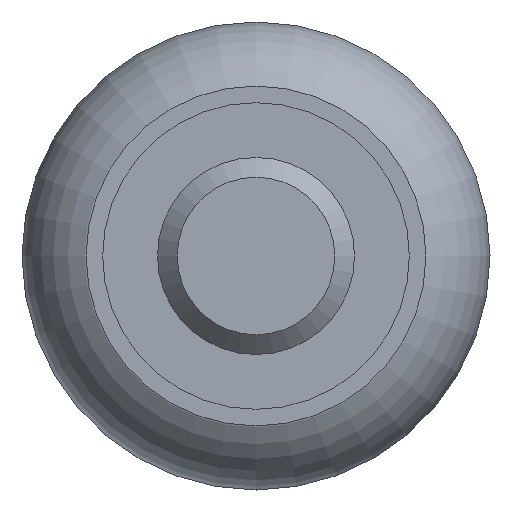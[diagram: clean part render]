
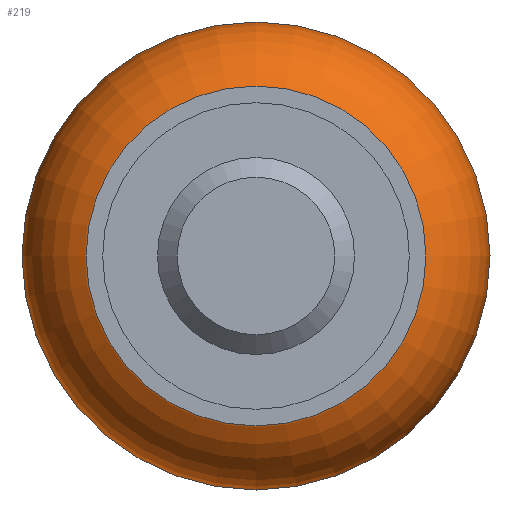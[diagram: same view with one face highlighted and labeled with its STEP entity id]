
A CAD part, left-side view. The second image highlights one B-rep face of the part: STEP entity #219.
In plain terms, the highlighted toroidal (fillet/blend) face has major radius 4.95 mm and minor radius 4.55 mm.
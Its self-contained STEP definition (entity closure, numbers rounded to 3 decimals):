
#23=TOROIDAL_SURFACE('',#256,4.95,4.55);
#56=FACE_BOUND('',#109,.T.);
#81=FACE_OUTER_BOUND('',#108,.T.);
#108=EDGE_LOOP('',(#188));
#109=EDGE_LOOP('',(#189));
#129=CIRCLE('',#255,6.226);
#130=CIRCLE('',#257,9.5);
#145=VERTEX_POINT('',#392);
#146=VERTEX_POINT('',#395);
#161=EDGE_CURVE('',#145,#145,#129,.T.);
#162=EDGE_CURVE('',#146,#146,#130,.T.);
#188=ORIENTED_EDGE('',*,*,#162,.F.);
#189=ORIENTED_EDGE('',*,*,#161,.T.);
#219=ADVANCED_FACE('',(#81,#56),#23,.T.);
#255=AXIS2_PLACEMENT_3D('',#393,#325,#326);
#256=AXIS2_PLACEMENT_3D('',#394,#327,#328);
#257=AXIS2_PLACEMENT_3D('',#396,#329,#330);
#325=DIRECTION('center_axis',(1.,0.,0.));
#326=DIRECTION('ref_axis',(0.,1.,0.));
#327=DIRECTION('center_axis',(1.,0.,0.));
#328=DIRECTION('ref_axis',(0.,0.,-1.));
#329=DIRECTION('center_axis',(1.,0.,0.));
#330=DIRECTION('ref_axis',(0.,1.,0.));
#392=CARTESIAN_POINT('',(1.674,6.226,0.));
#393=CARTESIAN_POINT('Origin',(1.674,0.,0.));
#394=CARTESIAN_POINT('Origin',(6.041,0.,0.));
#395=CARTESIAN_POINT('',(6.041,9.5,0.));
#396=CARTESIAN_POINT('Origin',(6.041,0.,0.));
